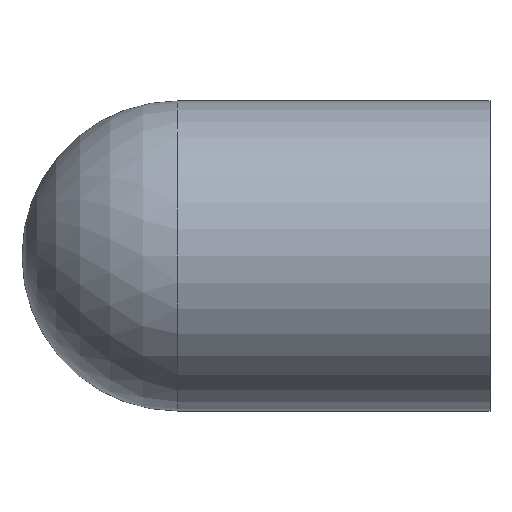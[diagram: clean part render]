
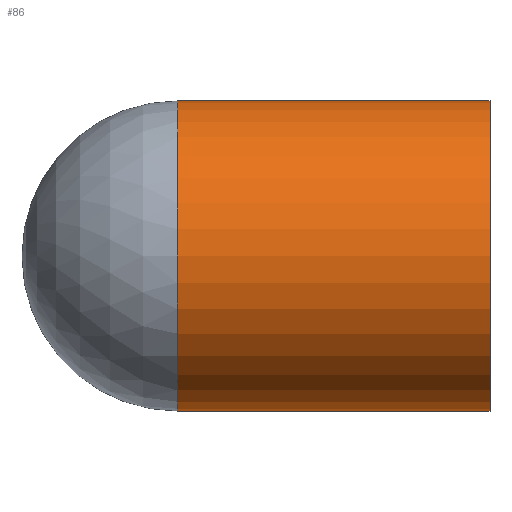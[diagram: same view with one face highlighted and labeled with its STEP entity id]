
A CAD part, front view. The second image highlights one B-rep face of the part: STEP entity #86.
In plain terms, the highlighted cylindrical face has radius 990.6 mm (diameter 1981.2 mm), a partial arc.
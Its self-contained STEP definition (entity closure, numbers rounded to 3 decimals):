
#86=ADVANCED_FACE('',(#102),#100,.T.);
#100=CYLINDRICAL_SURFACE('',#277,990.6);
#102=FACE_OUTER_BOUND('',#115,.T.);
#115=EDGE_LOOP('',(#166,#167,#168,#169));
#130=LINE('',#365,#148);
#131=LINE('',#369,#149);
#148=VECTOR('',#301,1.);
#149=VECTOR('',#304,1.);
#166=ORIENTED_EDGE('',*,*,#238,.F.);
#167=ORIENTED_EDGE('',*,*,#239,.F.);
#168=ORIENTED_EDGE('',*,*,#240,.T.);
#169=ORIENTED_EDGE('',*,*,#241,.F.);
#220=VERTEX_POINT('',#363);
#221=VERTEX_POINT('',#364);
#222=VERTEX_POINT('',#366);
#223=VERTEX_POINT('',#368);
#238=EDGE_CURVE('',#220,#221,#265,.T.);
#239=EDGE_CURVE('',#222,#220,#130,.T.);
#240=EDGE_CURVE('',#222,#223,#266,.T.);
#241=EDGE_CURVE('',#221,#223,#131,.T.);
#265=CIRCLE('',#275,990.6);
#266=CIRCLE('',#276,990.6);
#275=AXIS2_PLACEMENT_3D('',#362,#299,#300);
#276=AXIS2_PLACEMENT_3D('',#367,#302,#303);
#277=AXIS2_PLACEMENT_3D('',#370,#305,#306);
#299=DIRECTION('',(-1.,0.,0.));
#300=DIRECTION('',(0.,0.,1.));
#301=DIRECTION('',(-1.,0.,0.));
#302=DIRECTION('',(-1.,0.,0.));
#303=DIRECTION('',(0.,0.,1.));
#304=DIRECTION('',(1.,0.,0.));
#305=DIRECTION('',(-1.,0.,0.));
#306=DIRECTION('',(0.,0.,1.));
#362=CARTESIAN_POINT('',(0.,0.,0.));
#363=CARTESIAN_POINT('',(0.,0.,-990.6));
#364=CARTESIAN_POINT('',(0.,0.,990.6));
#365=CARTESIAN_POINT('',(2000.,0.,-990.6));
#366=CARTESIAN_POINT('',(2000.,0.,-990.6));
#367=CARTESIAN_POINT('',(2000.,0.,0.));
#368=CARTESIAN_POINT('',(2000.,0.,990.6));
#369=CARTESIAN_POINT('',(2000.,0.,990.6));
#370=CARTESIAN_POINT('',(-990.6,0.,0.));
